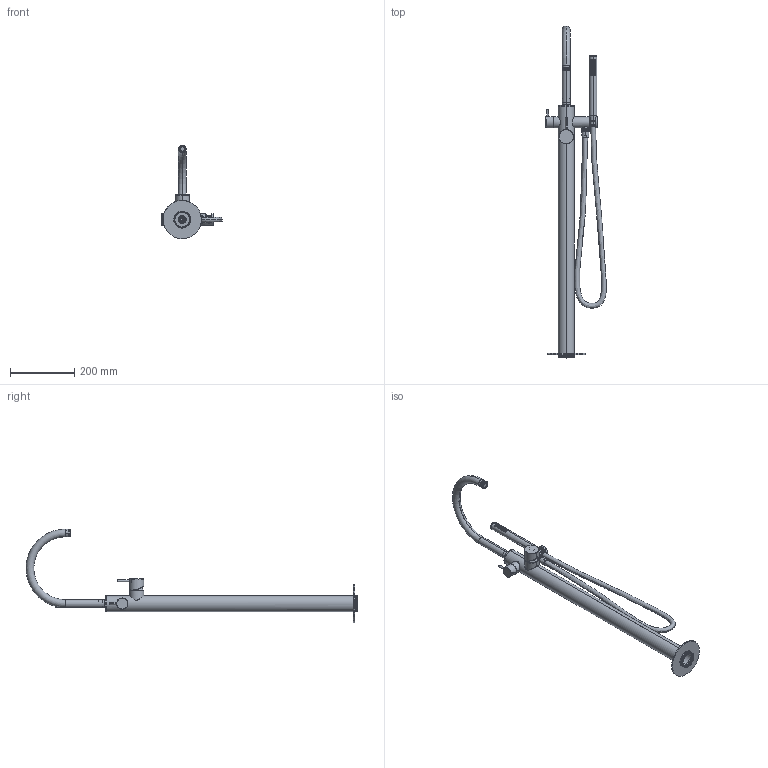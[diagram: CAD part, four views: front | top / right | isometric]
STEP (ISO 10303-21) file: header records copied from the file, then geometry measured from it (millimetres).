
FILE_DESCRIPTION (( 'STEP AP214' ), '1' );
FILE_NAME ('C35.0031 3D.STEP', '2023-01-19T17:51:15', ( '' ), ( '' ), 'SwSTEP 2.0', 'SolidWorks 2022', '' );
FILE_SCHEMA (( 'AUTOMOTIVE_DESIGN' ));
Length unit declared in the file: millimetre
Products named in the file (19): 0291.006.00.STEP; 0291.020.00.STEP; C35.0031 3D; 0291.008.00.STEP; 0291.012.00.STEP; 0291.011.00.STEP; CHUVEIRO MAO.STEP; 0291.010.00.STEP; 0291.001.00.STEP; 011101102400.STEP; 0291.023.00.STEP; C35.0031.STEP; 0291.019.00.STEP; 0291.013.00.STEP; 0291.002.00.STEP; 0291.025.00.STEP; 010228300400.STEP; 0291.007.00.STEP; 0291.022.00.STEP
Assembly tree (18 placements, depth 4):
  C35.0031 3D
    C35.0031.STEP
      0291.011.00.STEP
        0291.012.00.STEP
        0291.013.00.STEP
      0291.022.00.STEP
      0291.001.00.STEP
      0291.002.00.STEP
      0291.006.00.STEP
      0291.007.00.STEP
      0291.008.00.STEP
      0291.010.00.STEP
      0291.019.00.STEP
      0291.020.00.STEP
      0291.023.00.STEP
      011101102400.STEP
      010228300400.STEP
      0291.025.00.STEP
      CHUVEIRO MAO.STEP
Bounding box: 190.07 x 1035.15 x 291.92 mm (x, y, z)
Volume: 729284.4 mm3; surface area: 472411.8 mm2
Topology: 19 solids, 19 shells, 1257 faces, 3152 edges, 2034 vertices
Faces by surface type: cylinder 404, plane 356, bspline 285, cone 127, torus 81, sphere 4
Entity records: 83983 total; most frequent: CARTESIAN_POINT 54346, ORIENTED_EDGE 6284, DIRECTION 4803, EDGE_CURVE 3142, VERTEX_POINT 2034, AXIS2_PLACEMENT_3D 1959, EDGE_LOOP 1406, ADVANCED_FACE 1257
